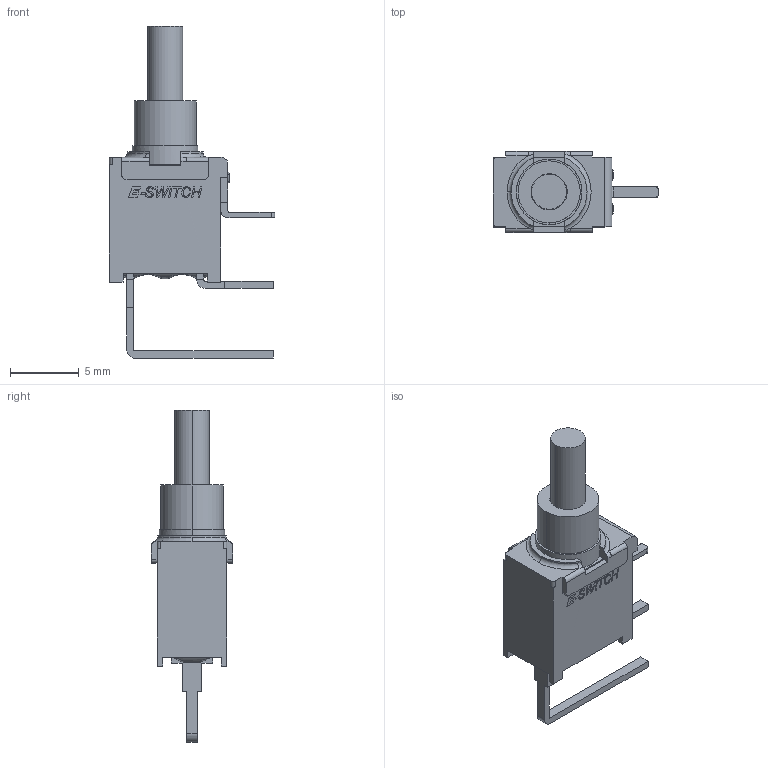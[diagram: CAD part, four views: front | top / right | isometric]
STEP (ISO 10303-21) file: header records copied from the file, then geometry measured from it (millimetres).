
FILE_DESCRIPTION (( 'STEP AP214' ), '1' );
FILE_NAME ('800AWSP9M7xE.STEP', '2022-01-24T19:24:16', ( '' ), ( '' ), 'SwSTEP 2.0', 'SolidWorks 2021', '' );
FILE_SCHEMA (( 'AUTOMOTIVE_DESIGN' ));
Length unit declared in the file: millimetre
Products named in the file (1): 800AWSP9M7xE
Bounding box: 12.04 x 5.9 x 24.17 mm (x, y, z)
Volume: 458 mm3; surface area: 593.9 mm2
Topology: 2 solids, 2 shells, 255 faces, 663 edges, 422 vertices
Faces by surface type: plane 156, bspline 56, cylinder 36, cone 4, torus 3
Entity records: 12279 total; most frequent: CARTESIAN_POINT 3559, ORIENTED_EDGE 1326, DIRECTION 1020, EDGE_CURVE 663, VECTOR 446, LINE 446, VERTEX_POINT 422, AXIS2_PLACEMENT_3D 287
